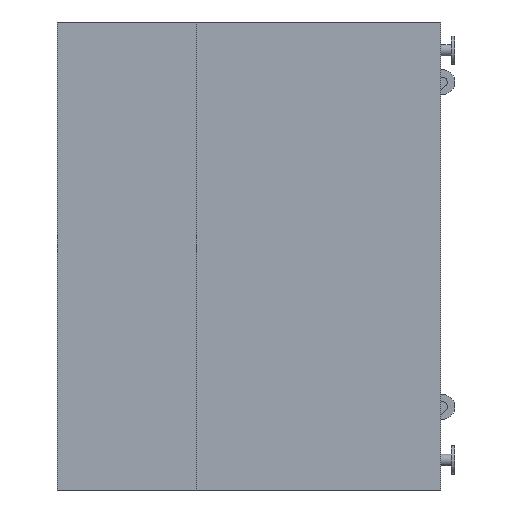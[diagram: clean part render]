
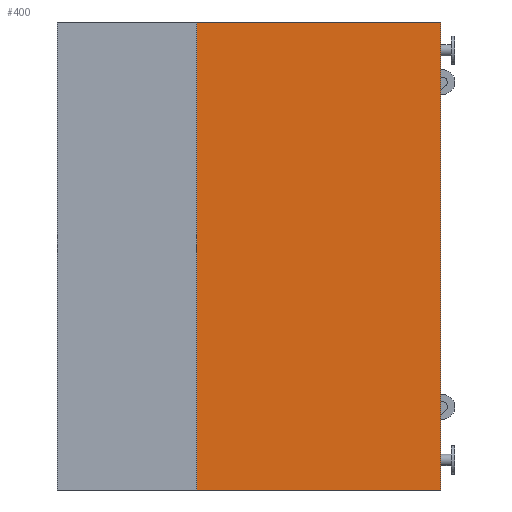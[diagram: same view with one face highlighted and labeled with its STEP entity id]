
A CAD part, left-side view. The second image highlights one B-rep face of the part: STEP entity #400.
In plain terms, the highlighted planar face has unit normal (-1, 0, 0).
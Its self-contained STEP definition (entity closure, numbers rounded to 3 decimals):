
#41 = VERTEX_POINT ( 'NONE', #1076 ) ;
#66 = LINE ( 'NONE', #2494, #851 ) ;
#79 = CARTESIAN_POINT ( 'NONE',  ( -205., 0., -330.75 ) ) ;
#148 = VECTOR ( 'NONE', #1686, 1000. ) ;
#253 = AXIS2_PLACEMENT_3D ( 'NONE', #1173, #1209, #1983 ) ;
#295 = LINE ( 'NONE', #540, #2355 ) ;
#395 = CARTESIAN_POINT ( 'NONE',  ( -205., 0., 330.75 ) ) ;
#400 = ADVANCED_FACE ( 'NONE', ( #1846 ), #2377, .F. ) ;
#441 = EDGE_CURVE ( 'NONE', #1524, #2205, #2412, .T. ) ;
#493 = DIRECTION ( 'NONE',  ( 0., 1., 0. ) ) ;
#540 = CARTESIAN_POINT ( 'NONE',  ( -205., -345., 330.75 ) ) ;
#594 = DIRECTION ( 'NONE',  ( 0., 0., -1. ) ) ;
#756 = CARTESIAN_POINT ( 'NONE',  ( -205., 0., 330.75 ) ) ;
#851 = VECTOR ( 'NONE', #493, 1000. ) ;
#916 = CARTESIAN_POINT ( 'NONE',  ( -205., -345., -330.75 ) ) ;
#937 = DIRECTION ( 'NONE',  ( 0., 0., -1. ) ) ;
#1025 = LINE ( 'NONE', #2311, #148 ) ;
#1076 = CARTESIAN_POINT ( 'NONE',  ( -205., -345., 330.75 ) ) ;
#1131 = EDGE_LOOP ( 'NONE', ( #1822, #1640, #1833, #1583 ) ) ;
#1173 = CARTESIAN_POINT ( 'NONE',  ( -205., -345., 330.75 ) ) ;
#1209 = DIRECTION ( 'NONE',  ( 1., 0., 0. ) ) ;
#1244 = EDGE_CURVE ( 'NONE', #41, #1524, #1025, .T. ) ;
#1524 = VERTEX_POINT ( 'NONE', #756 ) ;
#1583 = ORIENTED_EDGE ( 'NONE', *, *, #1244, .T. ) ;
#1640 = ORIENTED_EDGE ( 'NONE', *, *, #1959, .F. ) ;
#1686 = DIRECTION ( 'NONE',  ( 0., 1., 0. ) ) ;
#1822 = ORIENTED_EDGE ( 'NONE', *, *, #441, .T. ) ;
#1833 = ORIENTED_EDGE ( 'NONE', *, *, #2047, .F. ) ;
#1846 = FACE_OUTER_BOUND ( 'NONE', #1131, .T. ) ;
#1959 = EDGE_CURVE ( 'NONE', #1981, #2205, #66, .T. ) ;
#1981 = VERTEX_POINT ( 'NONE', #916 ) ;
#1983 = DIRECTION ( 'NONE',  ( 0., 0., -1. ) ) ;
#2047 = EDGE_CURVE ( 'NONE', #41, #1981, #295, .T. ) ;
#2205 = VERTEX_POINT ( 'NONE', #79 ) ;
#2311 = CARTESIAN_POINT ( 'NONE',  ( -205., -345., 330.75 ) ) ;
#2355 = VECTOR ( 'NONE', #937, 1000. ) ;
#2377 = PLANE ( 'NONE',  #253 ) ;
#2412 = LINE ( 'NONE', #395, #2574 ) ;
#2494 = CARTESIAN_POINT ( 'NONE',  ( -205., -345., -330.75 ) ) ;
#2574 = VECTOR ( 'NONE', #594, 1000. ) ;
